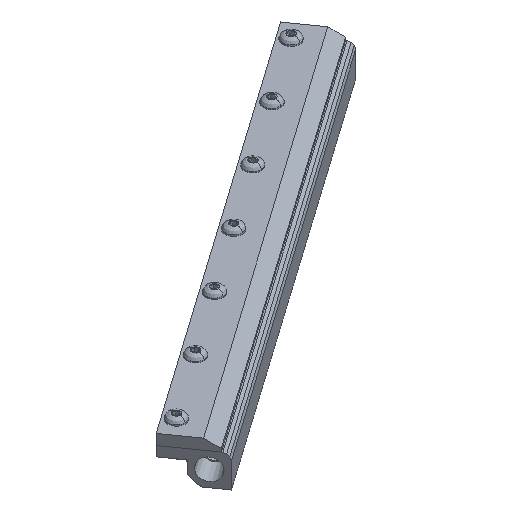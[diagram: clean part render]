
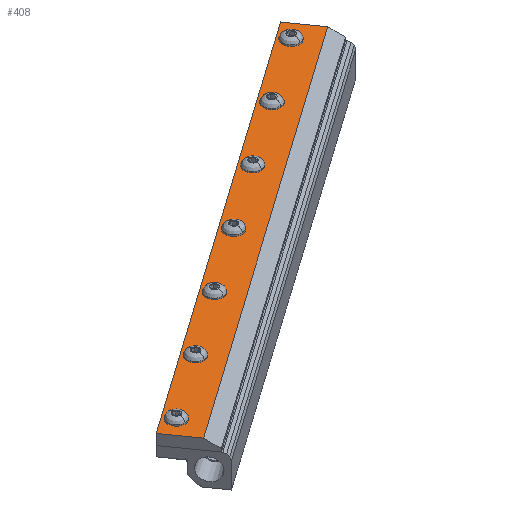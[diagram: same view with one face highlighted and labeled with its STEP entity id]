
A CAD part, isometric view. The second image highlights one B-rep face of the part: STEP entity #408.
In plain terms, the highlighted planar face has unit normal (0, 0, 1).
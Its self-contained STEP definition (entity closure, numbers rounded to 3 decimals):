
#408=ADVANCED_FACE('',(#916,#917,#918,#919,#920,#921,#922,#923),#924,.T.);
#916=FACE_OUTER_BOUND('',#2208,.T.);
#917=FACE_BOUND('',#2209,.T.);
#918=FACE_BOUND('',#2210,.T.);
#919=FACE_BOUND('',#2211,.T.);
#920=FACE_BOUND('',#2212,.T.);
#921=FACE_BOUND('',#2213,.T.);
#922=FACE_BOUND('',#2214,.T.);
#923=FACE_BOUND('',#2215,.T.);
#924=PLANE('',#2216);
#2208=EDGE_LOOP('',(#3915,#3916,#3917,#3918));
#2209=EDGE_LOOP('',(#3919,#3920));
#2210=EDGE_LOOP('',(#3921,#3922));
#2211=EDGE_LOOP('',(#3923,#3924));
#2212=EDGE_LOOP('',(#3925,#3926));
#2213=EDGE_LOOP('',(#3927,#3928));
#2214=EDGE_LOOP('',(#3929,#3930));
#2215=EDGE_LOOP('',(#3931,#3932));
#2216=AXIS2_PLACEMENT_3D('',#3933,#3934,#3935);
#3915=ORIENTED_EDGE('',*,*,#4795,.T.);
#3916=ORIENTED_EDGE('',*,*,#4803,.F.);
#3917=ORIENTED_EDGE('',*,*,#4804,.F.);
#3918=ORIENTED_EDGE('',*,*,#4791,.T.);
#3919=ORIENTED_EDGE('',*,*,#4776,.T.);
#3920=ORIENTED_EDGE('',*,*,#4796,.T.);
#3921=ORIENTED_EDGE('',*,*,#4772,.T.);
#3922=ORIENTED_EDGE('',*,*,#4797,.T.);
#3923=ORIENTED_EDGE('',*,*,#4768,.T.);
#3924=ORIENTED_EDGE('',*,*,#4798,.T.);
#3925=ORIENTED_EDGE('',*,*,#4764,.T.);
#3926=ORIENTED_EDGE('',*,*,#4799,.T.);
#3927=ORIENTED_EDGE('',*,*,#4760,.T.);
#3928=ORIENTED_EDGE('',*,*,#4800,.T.);
#3929=ORIENTED_EDGE('',*,*,#4756,.T.);
#3930=ORIENTED_EDGE('',*,*,#4801,.T.);
#3931=ORIENTED_EDGE('',*,*,#4752,.T.);
#3932=ORIENTED_EDGE('',*,*,#4802,.T.);
#3933=CARTESIAN_POINT('',(-1242.082,-49.336,6.756));
#3934=DIRECTION('',(0.,0.,1.0));
#3935=DIRECTION('',(0.818,0.575,0.));
#4752=EDGE_CURVE('',#5673,#5670,#5674,.T.);
#4756=EDGE_CURVE('',#5681,#5678,#5682,.T.);
#4760=EDGE_CURVE('',#5689,#5686,#5690,.T.);
#4764=EDGE_CURVE('',#5697,#5694,#5698,.T.);
#4768=EDGE_CURVE('',#5705,#5702,#5706,.T.);
#4772=EDGE_CURVE('',#5713,#5710,#5714,.T.);
#4776=EDGE_CURVE('',#5721,#5718,#5722,.T.);
#4791=EDGE_CURVE('',#5743,#5741,#5744,.T.);
#4795=EDGE_CURVE('',#5741,#5748,#5750,.T.);
#4796=EDGE_CURVE('',#5718,#5721,#5751,.T.);
#4797=EDGE_CURVE('',#5710,#5713,#5752,.T.);
#4798=EDGE_CURVE('',#5702,#5705,#5753,.T.);
#4799=EDGE_CURVE('',#5694,#5697,#5754,.T.);
#4800=EDGE_CURVE('',#5686,#5689,#5755,.T.);
#4801=EDGE_CURVE('',#5678,#5681,#5756,.T.);
#4802=EDGE_CURVE('',#5670,#5673,#5757,.T.);
#4803=EDGE_CURVE('',#5758,#5748,#5759,.T.);
#4804=EDGE_CURVE('',#5743,#5758,#5760,.T.);
#5670=VERTEX_POINT('',#7159);
#5673=VERTEX_POINT('',#7163);
#5674=CIRCLE('',#7164,3.378);
#5678=VERTEX_POINT('',#7169);
#5681=VERTEX_POINT('',#7173);
#5682=CIRCLE('',#7174,3.378);
#5686=VERTEX_POINT('',#7179);
#5689=VERTEX_POINT('',#7183);
#5690=CIRCLE('',#7184,3.378);
#5694=VERTEX_POINT('',#7189);
#5697=VERTEX_POINT('',#7193);
#5698=CIRCLE('',#7194,3.378);
#5702=VERTEX_POINT('',#7199);
#5705=VERTEX_POINT('',#7203);
#5706=CIRCLE('',#7204,3.378);
#5710=VERTEX_POINT('',#7209);
#5713=VERTEX_POINT('',#7213);
#5714=CIRCLE('',#7214,3.378);
#5718=VERTEX_POINT('',#7219);
#5721=VERTEX_POINT('',#7223);
#5722=CIRCLE('',#7224,3.378);
#5741=VERTEX_POINT('',#7248);
#5743=VERTEX_POINT('',#7251);
#5744=LINE('',#7252,#7253);
#5748=VERTEX_POINT('',#7259);
#5750=LINE('',#7262,#7263);
#5751=CIRCLE('',#7264,3.378);
#5752=CIRCLE('',#7265,3.378);
#5753=CIRCLE('',#7266,3.378);
#5754=CIRCLE('',#7267,3.378);
#5755=CIRCLE('',#7268,3.378);
#5756=CIRCLE('',#7269,3.378);
#5757=CIRCLE('',#7270,3.378);
#5758=VERTEX_POINT('',#7271);
#5759=LINE('',#7272,#7273);
#5760=LINE('',#7274,#7275);
#7159=CARTESIAN_POINT('',(-1245.599,-60.541,6.756));
#7163=CARTESIAN_POINT('',(-1251.127,-64.426,6.756));
#7164=AXIS2_PLACEMENT_3D('',#8225,#8226,#8227);
#7169=CARTESIAN_POINT('',(-1287.158,-89.756,6.756));
#7173=CARTESIAN_POINT('',(-1292.685,-93.642,6.756));
#7174=AXIS2_PLACEMENT_3D('',#8233,#8234,#8235);
#7179=CARTESIAN_POINT('',(-1411.833,-177.403,6.756));
#7183=CARTESIAN_POINT('',(-1417.36,-181.289,6.756));
#7184=AXIS2_PLACEMENT_3D('',#8241,#8242,#8243);
#7189=CARTESIAN_POINT('',(-1494.949,-235.834,6.756));
#7193=CARTESIAN_POINT('',(-1500.477,-239.72,6.756));
#7194=AXIS2_PLACEMENT_3D('',#8249,#8250,#8251);
#7199=CARTESIAN_POINT('',(-1453.391,-206.618,6.756));
#7203=CARTESIAN_POINT('',(-1458.918,-210.504,6.756));
#7204=AXIS2_PLACEMENT_3D('',#8257,#8258,#8259);
#7209=CARTESIAN_POINT('',(-1370.274,-148.187,6.756));
#7213=CARTESIAN_POINT('',(-1375.802,-152.073,6.756));
#7214=AXIS2_PLACEMENT_3D('',#8265,#8266,#8267);
#7219=CARTESIAN_POINT('',(-1328.716,-118.972,6.756));
#7223=CARTESIAN_POINT('',(-1334.243,-122.857,6.756));
#7224=AXIS2_PLACEMENT_3D('',#8273,#8274,#8275);
#7248=CARTESIAN_POINT('',(-1512.211,-239.236,6.756));
#7251=CARTESIAN_POINT('',(-1242.082,-49.336,6.756));
#7252=CARTESIAN_POINT('',(-1242.082,-49.336,6.756));
#7253=VECTOR('',#8306,330.2);
#7259=CARTESIAN_POINT('',(-1499.603,-257.171,6.756));
#7262=CARTESIAN_POINT('',(-1512.211,-239.236,6.756));
#7263=VECTOR('',#8310,21.922);
#7264=AXIS2_PLACEMENT_3D('',#8311,#8312,#8313);
#7265=AXIS2_PLACEMENT_3D('',#8314,#8315,#8316);
#7266=AXIS2_PLACEMENT_3D('',#8317,#8318,#8319);
#7267=AXIS2_PLACEMENT_3D('',#8320,#8321,#8322);
#7268=AXIS2_PLACEMENT_3D('',#8323,#8324,#8325);
#7269=AXIS2_PLACEMENT_3D('',#8326,#8327,#8328);
#7270=AXIS2_PLACEMENT_3D('',#8329,#8330,#8331);
#7271=CARTESIAN_POINT('',(-1229.474,-67.27,6.756));
#7272=CARTESIAN_POINT('',(-1229.474,-67.27,6.756));
#7273=VECTOR('',#8332,330.2);
#7274=CARTESIAN_POINT('',(-1242.082,-49.336,6.756));
#7275=VECTOR('',#8333,21.922);
#8225=CARTESIAN_POINT('',(-1248.363,-62.484,6.756));
#8226=DIRECTION('',(0.,0.,-1.0));
#8227=DIRECTION('',(0.818,0.575,0.));
#8233=CARTESIAN_POINT('',(-1289.921,-91.699,6.756));
#8234=DIRECTION('',(0.,0.,-1.0));
#8235=DIRECTION('',(0.818,0.575,0.));
#8241=CARTESIAN_POINT('',(-1414.596,-179.346,6.756));
#8242=DIRECTION('',(0.,0.,-1.0));
#8243=DIRECTION('',(0.818,0.575,0.));
#8249=CARTESIAN_POINT('',(-1497.713,-237.777,6.756));
#8250=DIRECTION('',(0.,0.,-1.0));
#8251=DIRECTION('',(0.818,0.575,0.));
#8257=CARTESIAN_POINT('',(-1456.155,-208.561,6.756));
#8258=DIRECTION('',(0.,0.,-1.0));
#8259=DIRECTION('',(0.818,0.575,0.));
#8265=CARTESIAN_POINT('',(-1373.038,-150.13,6.756));
#8266=DIRECTION('',(0.,0.,-1.0));
#8267=DIRECTION('',(0.818,0.575,0.));
#8273=CARTESIAN_POINT('',(-1331.48,-120.915,6.756));
#8274=DIRECTION('',(0.,0.,-1.0));
#8275=DIRECTION('',(0.818,0.575,0.));
#8306=DIRECTION('',(-0.818,-0.575,0.));
#8310=DIRECTION('',(0.575,-0.818,0.));
#8311=CARTESIAN_POINT('',(-1331.48,-120.915,6.756));
#8312=DIRECTION('',(0.,0.,-1.0));
#8313=DIRECTION('',(0.818,0.575,0.));
#8314=CARTESIAN_POINT('',(-1373.038,-150.13,6.756));
#8315=DIRECTION('',(0.,0.,-1.0));
#8316=DIRECTION('',(0.818,0.575,0.));
#8317=CARTESIAN_POINT('',(-1456.155,-208.561,6.756));
#8318=DIRECTION('',(0.,0.,-1.0));
#8319=DIRECTION('',(0.818,0.575,0.));
#8320=CARTESIAN_POINT('',(-1497.713,-237.777,6.756));
#8321=DIRECTION('',(0.,0.,-1.0));
#8322=DIRECTION('',(0.818,0.575,0.));
#8323=CARTESIAN_POINT('',(-1414.596,-179.346,6.756));
#8324=DIRECTION('',(0.,0.,-1.0));
#8325=DIRECTION('',(0.818,0.575,0.));
#8326=CARTESIAN_POINT('',(-1289.921,-91.699,6.756));
#8327=DIRECTION('',(0.,0.,-1.0));
#8328=DIRECTION('',(0.818,0.575,0.));
#8329=CARTESIAN_POINT('',(-1248.363,-62.484,6.756));
#8330=DIRECTION('',(0.,0.,-1.0));
#8331=DIRECTION('',(0.818,0.575,0.));
#8332=DIRECTION('',(-0.818,-0.575,0.));
#8333=DIRECTION('',(0.575,-0.818,0.));
